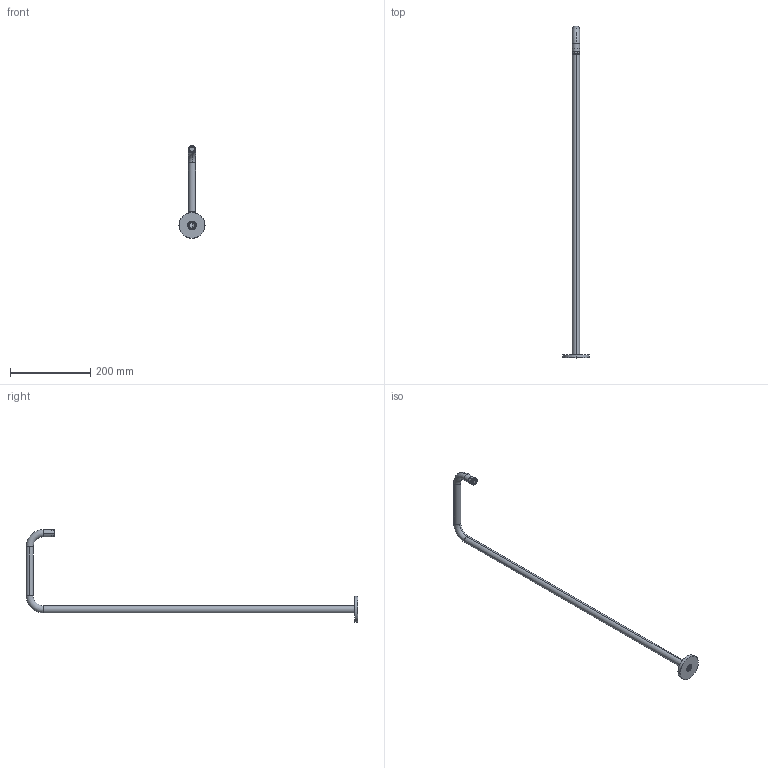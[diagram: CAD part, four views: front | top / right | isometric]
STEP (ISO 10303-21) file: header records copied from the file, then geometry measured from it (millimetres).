
FILE_DESCRIPTION (( 'STEP AP214' ), '1' );
FILE_NAME ('BIC.0008 3D.STEP', '2023-01-19T18:32:28', ( '' ), ( '' ), 'SwSTEP 2.0', 'SolidWorks 2022', '' );
FILE_SCHEMA (( 'AUTOMOTIVE_DESIGN' ));
Length unit declared in the file: millimetre
Products named in the file (5): BIC.0008.H.STEP; 011101102300.STEP; BIC.0008 3D; 0001-ESPELHO__70_BICA_LAVAT_RIO_DE_TETO_000000000000.STEP; BICA H CHAO BANHEIRA.STEP
Assembly tree (4 placements, depth 3):
  BIC.0008 3D
    BIC.0008.H.STEP
      0001-ESPELHO__70_BICA_LAVAT_RIO_DE_TETO_000000000000.STEP
      BICA H CHAO BANHEIRA.STEP
      011101102300.STEP
Bounding box: 65 x 829 x 231.5 mm (x, y, z)
Volume: 106623.7 mm3; surface area: 116964.1 mm2
Topology: 3 solids, 3 shells, 123 faces, 294 edges, 185 vertices
Faces by surface type: plane 47, cylinder 42, cone 18, torus 16
Entity records: 3801 total; most frequent: DIRECTION 722, CARTESIAN_POINT 608, ORIENTED_EDGE 584, AXIS2_PLACEMENT_3D 299, EDGE_CURVE 292, VERTEX_POINT 185, CIRCLE 168, EDGE_LOOP 137
